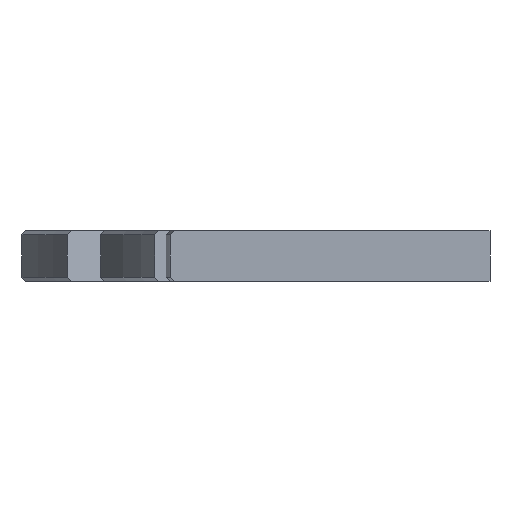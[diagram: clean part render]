
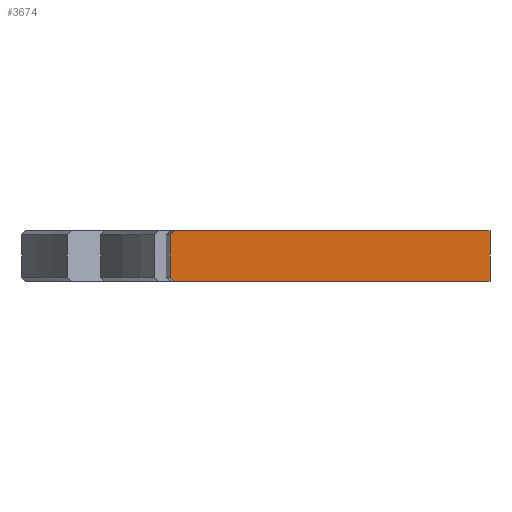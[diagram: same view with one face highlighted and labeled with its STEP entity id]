
A CAD part, front view. The second image highlights one B-rep face of the part: STEP entity #3674.
In plain terms, the highlighted planar face has unit normal (0, -1, 0).
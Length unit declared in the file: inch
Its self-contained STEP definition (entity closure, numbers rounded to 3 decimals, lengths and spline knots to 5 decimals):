
#32 = CARTESIAN_POINT ( 'NONE',  ( 0., 0., -6.25 ) ) ;
#145 = DIRECTION ( 'NONE',  ( 0.707, 0., -0.707 ) ) ;
#166 = LINE ( 'NONE', #3540, #769 ) ;
#264 = VERTEX_POINT ( 'NONE', #3126 ) ;
#271 = VECTOR ( 'NONE', #145, 39.37008 ) ;
#400 = CARTESIAN_POINT ( 'NONE',  ( 6.25, 0., -0.3735 ) ) ;
#418 = CARTESIAN_POINT ( 'NONE',  ( 6.219, 0., 0. ) ) ;
#422 = ORIENTED_EDGE ( 'NONE', *, *, #965, .T. ) ;
#435 = DIRECTION ( 'NONE',  ( 1., 0., 0. ) ) ;
#652 = DIRECTION ( 'NONE',  ( 1., 0., 0. ) ) ;
#694 = VERTEX_POINT ( 'NONE', #3075 ) ;
#715 = LINE ( 'NONE', #1587, #2129 ) ;
#769 = VECTOR ( 'NONE', #1763, 39.37008 ) ;
#789 = CARTESIAN_POINT ( 'NONE',  ( 6.25, 0., 0. ) ) ;
#835 = CARTESIAN_POINT ( 'NONE',  ( 8.563, 0., -0.3735 ) ) ;
#864 = DIRECTION ( 'NONE',  ( 0., 0., -1. ) ) ;
#869 = AXIS2_PLACEMENT_3D ( 'NONE', #1177, #1459, #864 ) ;
#965 = EDGE_CURVE ( 'NONE', #3406, #694, #166, .T. ) ;
#1001 = FACE_OUTER_BOUND ( 'NONE', #2144, .T. ) ;
#1086 = EDGE_CURVE ( 'NONE', #1405, #1937, #2775, .T. ) ;
#1177 = CARTESIAN_POINT ( 'NONE',  ( 6.219, 0., -0.3735 ) ) ;
#1382 = ORIENTED_EDGE ( 'NONE', *, *, #2355, .T. ) ;
#1405 = VERTEX_POINT ( 'NONE', #789 ) ;
#1459 = DIRECTION ( 'NONE',  ( 0., -1., 0. ) ) ;
#1587 = CARTESIAN_POINT ( 'NONE',  ( 6.219, 0., -0.3735 ) ) ;
#1599 = CARTESIAN_POINT ( 'NONE',  ( 6.219, 0., -0.3735 ) ) ;
#1684 = VECTOR ( 'NONE', #2125, 39.37008 ) ;
#1702 = ORIENTED_EDGE ( 'NONE', *, *, #2074, .F. ) ;
#1763 = DIRECTION ( 'NONE',  ( 0., 0., 1. ) ) ;
#1937 = VERTEX_POINT ( 'NONE', #2718 ) ;
#1939 = LINE ( 'NONE', #1599, #3412 ) ;
#2074 = EDGE_CURVE ( 'NONE', #264, #1937, #1939, .T. ) ;
#2080 = VECTOR ( 'NONE', #435, 39.37008 ) ;
#2097 = VERTEX_POINT ( 'NONE', #400 ) ;
#2125 = DIRECTION ( 'NONE',  ( -0.707, 0., -0.707 ) ) ;
#2129 = VECTOR ( 'NONE', #652, 39.37008 ) ;
#2144 = EDGE_LOOP ( 'NONE', ( #1702, #3049, #1382, #422, #3006, #2612 ) ) ;
#2288 = CARTESIAN_POINT ( 'NONE',  ( 0., 0., 5.8765 ) ) ;
#2355 = EDGE_CURVE ( 'NONE', #2097, #3406, #715, .T. ) ;
#2488 = EDGE_CURVE ( 'NONE', #264, #2097, #2626, .T. ) ;
#2612 = ORIENTED_EDGE ( 'NONE', *, *, #1086, .T. ) ;
#2626 = LINE ( 'NONE', #2288, #271 ) ;
#2718 = CARTESIAN_POINT ( 'NONE',  ( 6.219, 0., -0.031 ) ) ;
#2775 = LINE ( 'NONE', #32, #1684 ) ;
#2853 = DIRECTION ( 'NONE',  ( 0., 0., 1. ) ) ;
#3006 = ORIENTED_EDGE ( 'NONE', *, *, #3612, .F. ) ;
#3049 = ORIENTED_EDGE ( 'NONE', *, *, #2488, .T. ) ;
#3075 = CARTESIAN_POINT ( 'NONE',  ( 8.563, 0., 0. ) ) ;
#3126 = CARTESIAN_POINT ( 'NONE',  ( 6.219, 0., -0.3425 ) ) ;
#3406 = VERTEX_POINT ( 'NONE', #835 ) ;
#3412 = VECTOR ( 'NONE', #2853, 39.37008 ) ;
#3540 = CARTESIAN_POINT ( 'NONE',  ( 8.563, 0., -0.3735 ) ) ;
#3612 = EDGE_CURVE ( 'NONE', #1405, #694, #3809, .T. ) ;
#3674 = ADVANCED_FACE ( 'NONE', ( #1001 ), #3741, .T. ) ;
#3741 = PLANE ( 'NONE',  #869 ) ;
#3809 = LINE ( 'NONE', #418, #2080 ) ;
